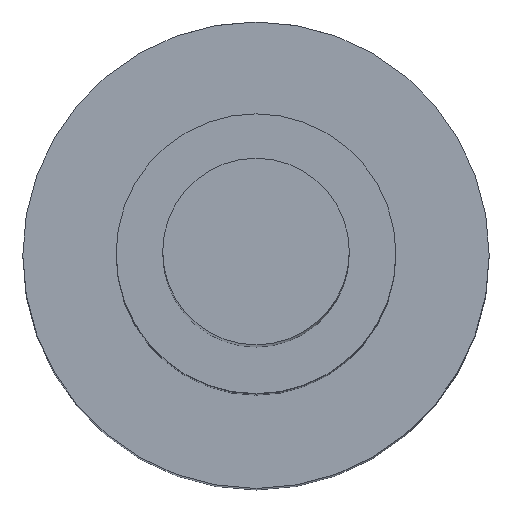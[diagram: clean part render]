
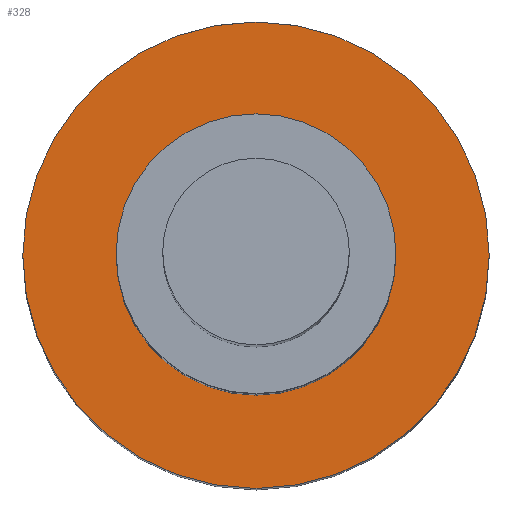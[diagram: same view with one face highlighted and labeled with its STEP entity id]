
A CAD part, top view. The second image highlights one B-rep face of the part: STEP entity #328.
In plain terms, the highlighted planar face has unit normal (0, 0, 1).
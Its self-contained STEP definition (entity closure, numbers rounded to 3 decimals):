
#24=PLANE('',#376);
#34=FACE_BOUND('',#84,.T.);
#54=FACE_OUTER_BOUND('',#83,.T.);
#83=EDGE_LOOP('',(#297));
#84=EDGE_LOOP('',(#298));
#99=CIRCLE('',#347,6.);
#109=CIRCLE('',#373,10.);
#149=VERTEX_POINT('',#496);
#171=VERTEX_POINT('',#728);
#180=EDGE_CURVE('',#149,#149,#99,.T.);
#212=EDGE_CURVE('',#171,#171,#109,.T.);
#297=ORIENTED_EDGE('',*,*,#212,.T.);
#298=ORIENTED_EDGE('',*,*,#180,.T.);
#328=ADVANCED_FACE('',(#54,#34),#24,.T.);
#347=AXIS2_PLACEMENT_3D('',#498,#390,#391);
#373=AXIS2_PLACEMENT_3D('',#729,#454,#455);
#376=AXIS2_PLACEMENT_3D('',#734,#461,#462);
#390=DIRECTION('center_axis',(0.,0.,-1.));
#391=DIRECTION('ref_axis',(1.,0.,0.));
#454=DIRECTION('center_axis',(0.,0.,1.));
#455=DIRECTION('ref_axis',(1.,0.,0.));
#461=DIRECTION('center_axis',(0.,0.,1.));
#462=DIRECTION('ref_axis',(1.,0.,0.));
#496=CARTESIAN_POINT('',(-6.,0.,38.));
#498=CARTESIAN_POINT('Origin',(0.,0.,38.));
#728=CARTESIAN_POINT('',(-10.,0.,38.));
#729=CARTESIAN_POINT('Origin',(0.,0.,38.));
#734=CARTESIAN_POINT('Origin',(0.,0.,38.));
